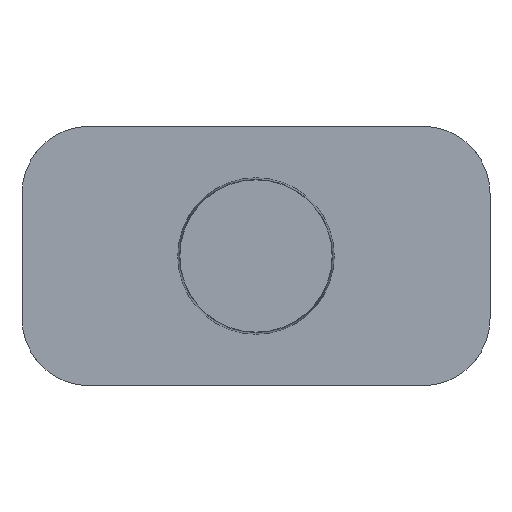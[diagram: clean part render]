
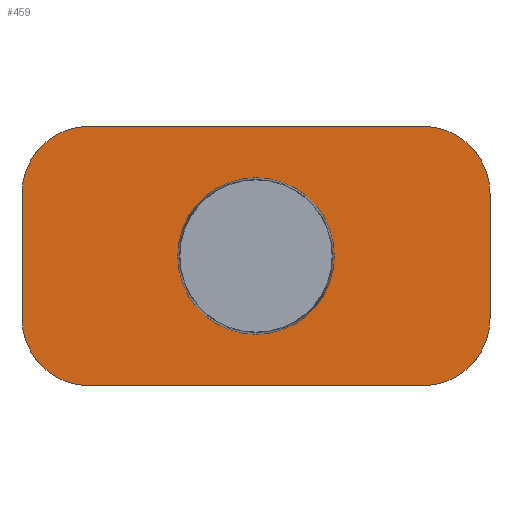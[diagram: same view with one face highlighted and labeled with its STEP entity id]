
A CAD part, front view. The second image highlights one B-rep face of the part: STEP entity #459.
In plain terms, the highlighted planar face has unit normal (0, -1, 0).
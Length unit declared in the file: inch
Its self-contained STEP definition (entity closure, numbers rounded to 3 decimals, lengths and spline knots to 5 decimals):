
#19=FACE_BOUND('',#79,.T.);
#21=PLANE('',#522);
#49=FACE_OUTER_BOUND('',#78,.T.);
#78=EDGE_LOOP('',(#330,#331,#332,#333,#334,#335,#336,#337));
#79=EDGE_LOOP('',(#338,#339));
#106=LINE('',#771,#135);
#107=LINE('',#775,#136);
#108=LINE('',#779,#137);
#109=LINE('',#782,#138);
#135=VECTOR('',#604,0.4);
#136=VECTOR('',#607,0.15);
#137=VECTOR('',#610,0.4);
#138=VECTOR('',#613,0.15);
#163=CIRCLE('',#505,0.09375);
#166=CIRCLE('',#508,0.09375);
#177=CIRCLE('',#523,0.08052);
#178=CIRCLE('',#524,0.08052);
#179=CIRCLE('',#525,0.08052);
#180=CIRCLE('',#526,0.08052);
#195=VERTEX_POINT('',#708);
#196=VERTEX_POINT('',#709);
#211=VERTEX_POINT('',#767);
#212=VERTEX_POINT('',#768);
#213=VERTEX_POINT('',#770);
#214=VERTEX_POINT('',#772);
#215=VERTEX_POINT('',#774);
#216=VERTEX_POINT('',#776);
#217=VERTEX_POINT('',#778);
#218=VERTEX_POINT('',#780);
#239=EDGE_CURVE('',#195,#196,#163,.T.);
#243=EDGE_CURVE('',#196,#195,#166,.T.);
#258=EDGE_CURVE('',#211,#212,#177,.T.);
#259=EDGE_CURVE('',#213,#211,#106,.T.);
#260=EDGE_CURVE('',#214,#213,#178,.T.);
#261=EDGE_CURVE('',#215,#214,#107,.T.);
#262=EDGE_CURVE('',#216,#215,#179,.T.);
#263=EDGE_CURVE('',#217,#216,#108,.T.);
#264=EDGE_CURVE('',#218,#217,#180,.T.);
#265=EDGE_CURVE('',#212,#218,#109,.T.);
#330=ORIENTED_EDGE('',*,*,#258,.F.);
#331=ORIENTED_EDGE('',*,*,#259,.F.);
#332=ORIENTED_EDGE('',*,*,#260,.F.);
#333=ORIENTED_EDGE('',*,*,#261,.F.);
#334=ORIENTED_EDGE('',*,*,#262,.F.);
#335=ORIENTED_EDGE('',*,*,#263,.F.);
#336=ORIENTED_EDGE('',*,*,#264,.F.);
#337=ORIENTED_EDGE('',*,*,#265,.F.);
#338=ORIENTED_EDGE('',*,*,#239,.F.);
#339=ORIENTED_EDGE('',*,*,#243,.F.);
#459=ADVANCED_FACE('',(#49,#19),#21,.F.);
#505=AXIS2_PLACEMENT_3D('',#710,#565,#566);
#508=AXIS2_PLACEMENT_3D('',#716,#572,#573);
#522=AXIS2_PLACEMENT_3D('',#766,#600,#601);
#523=AXIS2_PLACEMENT_3D('',#769,#602,#603);
#524=AXIS2_PLACEMENT_3D('',#773,#605,#606);
#525=AXIS2_PLACEMENT_3D('',#777,#608,#609);
#526=AXIS2_PLACEMENT_3D('',#781,#611,#612);
#565=DIRECTION('center_axis',(0.,-1.,0.));
#566=DIRECTION('ref_axis',(0.,0.,1.));
#572=DIRECTION('center_axis',(0.,-1.,0.));
#573=DIRECTION('ref_axis',(0.,0.,1.));
#600=DIRECTION('center_axis',(0.,1.,0.));
#601=DIRECTION('ref_axis',(0.,0.,1.));
#602=DIRECTION('center_axis',(0.,1.,0.));
#603=DIRECTION('ref_axis',(0.,0.,1.));
#604=DIRECTION('',(1.,0.,0.));
#605=DIRECTION('center_axis',(0.,1.,0.));
#606=DIRECTION('ref_axis',(0.,0.,1.));
#607=DIRECTION('',(0.,0.,1.));
#608=DIRECTION('center_axis',(0.,1.,0.));
#609=DIRECTION('ref_axis',(0.,0.,1.));
#610=DIRECTION('',(-1.,0.,0.));
#611=DIRECTION('center_axis',(0.,1.,0.));
#612=DIRECTION('ref_axis',(0.,0.,1.));
#613=DIRECTION('',(0.,0.,-1.));
#708=CARTESIAN_POINT('',(0.,-0.03,-0.09375));
#709=CARTESIAN_POINT('',(0.,-0.03,0.09375));
#710=CARTESIAN_POINT('Origin',(0.,-0.03,0.));
#716=CARTESIAN_POINT('Origin',(0.,-0.03,0.));
#766=CARTESIAN_POINT('Origin',(0.2,-0.03,0.075));
#767=CARTESIAN_POINT('',(0.2,-0.03,0.15552));
#768=CARTESIAN_POINT('',(0.28052,-0.03,0.075));
#769=CARTESIAN_POINT('Origin',(0.2,-0.03,0.075));
#770=CARTESIAN_POINT('',(-0.2,-0.03,0.15552));
#771=CARTESIAN_POINT('',(-0.2,-0.03,0.15552));
#772=CARTESIAN_POINT('',(-0.28052,-0.03,0.075));
#773=CARTESIAN_POINT('Origin',(-0.2,-0.03,0.075));
#774=CARTESIAN_POINT('',(-0.28052,-0.03,-0.075));
#775=CARTESIAN_POINT('',(-0.28052,-0.03,-0.075));
#776=CARTESIAN_POINT('',(-0.2,-0.03,-0.15552));
#777=CARTESIAN_POINT('Origin',(-0.2,-0.03,-0.075));
#778=CARTESIAN_POINT('',(0.2,-0.03,-0.15552));
#779=CARTESIAN_POINT('',(0.2,-0.03,-0.15552));
#780=CARTESIAN_POINT('',(0.28052,-0.03,-0.075));
#781=CARTESIAN_POINT('Origin',(0.2,-0.03,-0.075));
#782=CARTESIAN_POINT('',(0.28052,-0.03,0.075));
